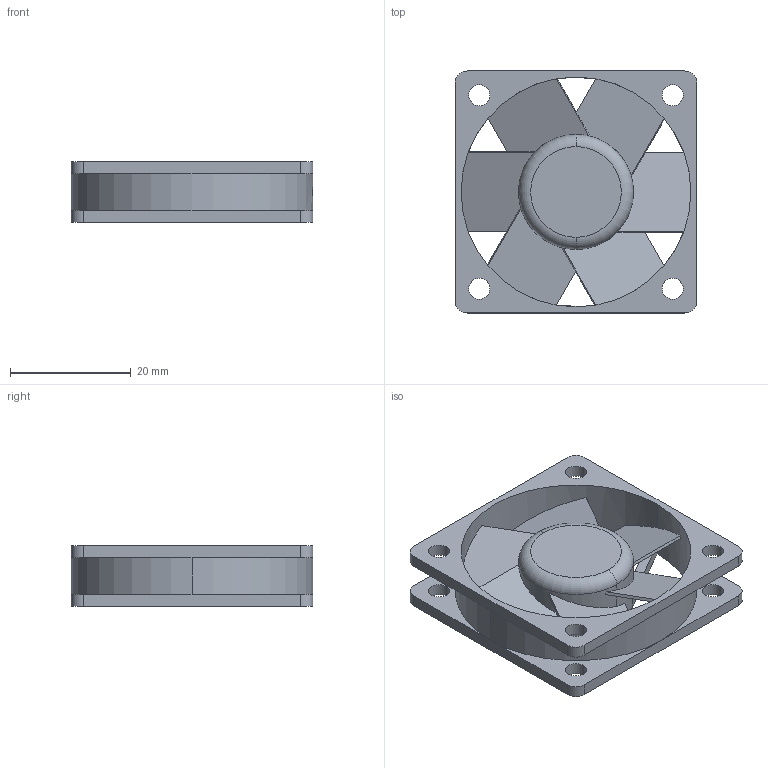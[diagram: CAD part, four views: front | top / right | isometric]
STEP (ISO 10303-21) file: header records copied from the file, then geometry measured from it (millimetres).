
FILE_DESCRIPTION((''),'2;1');
FILE_NAME('400F','2013-11-21T',('jspouge'),(''),'PRO/ENGINEER BY PARAMETRIC TECHNOLOGY CORPORATION, 2012230','PRO/ENGINEER BY PARAMETRIC TECHNOLOGY CORPORATION, 2012230','');
FILE_SCHEMA(('CONFIG_CONTROL_DESIGN'));
Length unit declared in the file: millimetre
Products named in the file (1): 400F
Bounding box: 40 x 40 x 10 mm (x, y, z)
Volume: 5747.7 mm3; surface area: 7178.6 mm2
Topology: 1 solids, 1 shells, 94 faces, 281 edges, 181 vertices
Faces by surface type: plane 62, cylinder 30, torus 2
Entity records: 3336 total; most frequent: CARTESIAN_POINT 754, ORIENTED_EDGE 562, DIRECTION 490, EDGE_CURVE 281, VERTEX_POINT 181, AXIS2_PLACEMENT_3D 177, VECTOR 136, LINE 136
